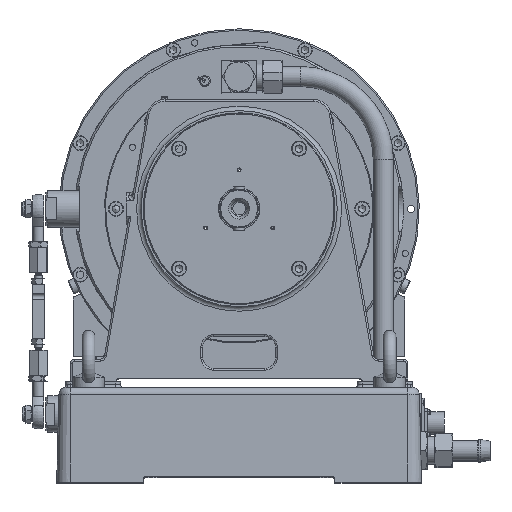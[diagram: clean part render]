
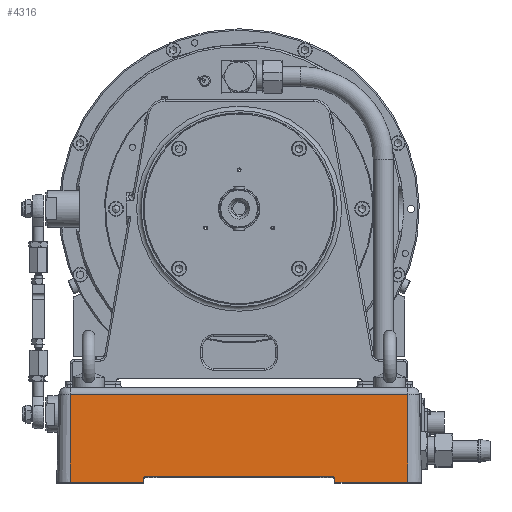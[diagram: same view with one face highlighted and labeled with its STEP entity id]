
A CAD part, top view. The second image highlights one B-rep face of the part: STEP entity #4316.
In plain terms, the highlighted planar face has unit normal (0, 0.026, 1).
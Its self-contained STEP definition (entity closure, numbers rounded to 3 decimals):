
#4316 = ADVANCED_FACE ( 'NONE', ( #25315 ), #77390, .T. ) ;
#13891 = CARTESIAN_POINT ( 'NONE',  ( 185., -300., 255. ) ) ;
#13894 = DIRECTION ( 'NONE',  ( 1., 0., 0. ) ) ;
#13896 = CARTESIAN_POINT ( 'NONE',  ( 185., -203.791, 252.481 ) ) ;
#13898 = DIRECTION ( 'NONE',  ( -1., 0., 0. ) ) ;
#13900 = CARTESIAN_POINT ( 'NONE',  ( 185., -300., 255. ) ) ;
#13903 = DIRECTION ( 'NONE',  ( 1., 0., 0. ) ) ;
#14690 = ORIENTED_EDGE ( 'NONE', *, *, #31272, .T. ) ;
#14693 = ORIENTED_EDGE ( 'NONE', *, *, #29256, .F. ) ;
#14746 = ORIENTED_EDGE ( 'NONE', *, *, #31530, .T. ) ;
#14747 = ORIENTED_EDGE ( 'NONE', *, *, #31528, .T. ) ;
#14748 = ORIENTED_EDGE ( 'NONE', *, *, #31069, .T. ) ;
#14998 = ORIENTED_EDGE ( 'NONE', *, *, #37674, .T. ) ;
#15353 = ORIENTED_EDGE ( 'NONE', *, *, #31527, .T. ) ;
#15382 = ORIENTED_EDGE ( 'NONE', *, *, #31107, .T. ) ;
#19122 = EDGE_LOOP ( 'NONE', ( #15353, #72404, #15382, #14998, #73402, #14748, #14746, #14693, #14747, #14690 ) ) ;
#20604 = CARTESIAN_POINT ( 'NONE',  ( 185., -300., 255. ) ) ;
#20620 = DIRECTION ( 'NONE',  ( 0., -1., 0.026 ) ) ;
#25315 = FACE_OUTER_BOUND ( 'NONE', #19122, .T. ) ;
#26377 = LINE ( 'NONE', #20604, #26383 ) ;
#26383 = VECTOR ( 'NONE', #20620, 1000. ) ;
#29256 = EDGE_CURVE ( 'NONE', #34882, #34886, #26377, .T. ) ;
#31069 = EDGE_CURVE ( 'NONE', #34903, #34837, #101986, .T. ) ;
#31088 = EDGE_CURVE ( 'NONE', #34831, #34901, #101984, .T. ) ;
#31107 = EDGE_CURVE ( 'NONE', #34901, #34893, #44615, .T. ) ;
#31164 = EDGE_CURVE ( 'NONE', #34907, #34903, #44575, .T. ) ;
#31272 = EDGE_CURVE ( 'NONE', #34874, #34873, #102049, .T. ) ;
#31527 = EDGE_CURVE ( 'NONE', #34873, #34831, #102157, .T. ) ;
#31528 = EDGE_CURVE ( 'NONE', #34882, #34874, #102159, .T. ) ;
#31530 = EDGE_CURVE ( 'NONE', #34837, #34886, #102161, .T. ) ;
#34831 = VERTEX_POINT ( 'NONE', #81196 ) ;
#34837 = VERTEX_POINT ( 'NONE', #81200 ) ;
#34873 = VERTEX_POINT ( 'NONE', #81235 ) ;
#34874 = VERTEX_POINT ( 'NONE', #81237 ) ;
#34882 = VERTEX_POINT ( 'NONE', #81245 ) ;
#34886 = VERTEX_POINT ( 'NONE', #81248 ) ;
#34893 = VERTEX_POINT ( 'NONE', #81253 ) ;
#34901 = VERTEX_POINT ( 'NONE', #81261 ) ;
#34903 = VERTEX_POINT ( 'NONE', #81262 ) ;
#34907 = VERTEX_POINT ( 'NONE', #81267 ) ;
#37674 = EDGE_CURVE ( 'NONE', #34893, #34907, #45498, .T. ) ;
#37955 = AXIS2_PLACEMENT_3D ( 'NONE', #77394, #77388, #77387 ) ;
#44575 =( BOUNDED_CURVE ( )  B_SPLINE_CURVE ( 3, ( #97854, #97849, #97845, #97856 ),
 .UNSPECIFIED., .F., .F. ) 
 B_SPLINE_CURVE_WITH_KNOTS ( ( 4, 4 ),
 ( 3.142, 4.712 ),
 .UNSPECIFIED. ) 
 CURVE ( )  GEOMETRIC_REPRESENTATION_ITEM ( )  RATIONAL_B_SPLINE_CURVE ( ( 1., 0.805, 0.805, 1. ) ) 
 REPRESENTATION_ITEM ( '' )  );
#44615 =( BOUNDED_CURVE ( )  B_SPLINE_CURVE ( 3, ( #97614, #97610, #97612, #97618 ),
 .UNSPECIFIED., .F., .F. ) 
 B_SPLINE_CURVE_WITH_KNOTS ( ( 4, 4 ),
 ( 1.571, 3.142 ),
 .UNSPECIFIED. ) 
 CURVE ( )  GEOMETRIC_REPRESENTATION_ITEM ( )  RATIONAL_B_SPLINE_CURVE ( ( 1., 0.805, 0.805, 1. ) ) 
 REPRESENTATION_ITEM ( '' )  );
#45498 = LINE ( 'NONE', #53314, #45501 ) ;
#45501 = VECTOR ( 'NONE', #53317, 1000. ) ;
#53314 = CARTESIAN_POINT ( 'NONE',  ( 185., -294., 254.843 ) ) ;
#53317 = DIRECTION ( 'NONE',  ( 1., 0., 0. ) ) ;
#72404 = ORIENTED_EDGE ( 'NONE', *, *, #31088, .T. ) ;
#73402 = ORIENTED_EDGE ( 'NONE', *, *, #31164, .T. ) ;
#77387 = DIRECTION ( 'NONE',  ( 0., 1., -0.026 ) ) ;
#77388 = DIRECTION ( 'NONE',  ( 0., 0.026, 1. ) ) ;
#77390 = PLANE ( 'NONE',  #37955 ) ;
#77394 = CARTESIAN_POINT ( 'NONE',  ( 185., -300., 255. ) ) ;
#81196 = CARTESIAN_POINT ( 'NONE',  ( -105., -300., 255. ) ) ;
#81200 = CARTESIAN_POINT ( 'NONE',  ( 105., -300., 255. ) ) ;
#81235 = CARTESIAN_POINT ( 'NONE',  ( -185., -300., 255. ) ) ;
#81237 = CARTESIAN_POINT ( 'NONE',  ( -185., -203.791, 252.481 ) ) ;
#81245 = CARTESIAN_POINT ( 'NONE',  ( 185., -203.791, 252.481 ) ) ;
#81248 = CARTESIAN_POINT ( 'NONE',  ( 185., -300., 255. ) ) ;
#81253 = CARTESIAN_POINT ( 'NONE',  ( -102., -294., 254.843 ) ) ;
#81261 = CARTESIAN_POINT ( 'NONE',  ( -105., -297., 254.921 ) ) ;
#81262 = CARTESIAN_POINT ( 'NONE',  ( 105., -297., 254.921 ) ) ;
#81267 = CARTESIAN_POINT ( 'NONE',  ( 102., -294., 254.843 ) ) ;
#97478 = CARTESIAN_POINT ( 'NONE',  ( 105., -300., 255. ) ) ;
#97481 = DIRECTION ( 'NONE',  ( 0., -1., 0.026 ) ) ;
#97544 = CARTESIAN_POINT ( 'NONE',  ( -105., -300., 255. ) ) ;
#97557 = DIRECTION ( 'NONE',  ( 0., 1., -0.026 ) ) ;
#97610 = CARTESIAN_POINT ( 'NONE',  ( -105., -295.243, 254.875 ) ) ;
#97612 = CARTESIAN_POINT ( 'NONE',  ( -103.757, -294., 254.843 ) ) ;
#97614 = CARTESIAN_POINT ( 'NONE',  ( -105., -297., 254.921 ) ) ;
#97618 = CARTESIAN_POINT ( 'NONE',  ( -102., -294., 254.843 ) ) ;
#97845 = CARTESIAN_POINT ( 'NONE',  ( 105., -295.243, 254.875 ) ) ;
#97849 = CARTESIAN_POINT ( 'NONE',  ( 103.757, -294., 254.843 ) ) ;
#97854 = CARTESIAN_POINT ( 'NONE',  ( 102., -294., 254.843 ) ) ;
#97856 = CARTESIAN_POINT ( 'NONE',  ( 105., -297., 254.921 ) ) ;
#98144 = CARTESIAN_POINT ( 'NONE',  ( -185., -300., 255. ) ) ;
#98155 = DIRECTION ( 'NONE',  ( 0., -1., 0.026 ) ) ;
#101984 = LINE ( 'NONE', #97544, #101992 ) ;
#101986 = LINE ( 'NONE', #97478, #101987 ) ;
#101987 = VECTOR ( 'NONE', #97481, 1000. ) ;
#101992 = VECTOR ( 'NONE', #97557, 1000. ) ;
#102049 = LINE ( 'NONE', #98144, #102054 ) ;
#102054 = VECTOR ( 'NONE', #98155, 1000. ) ;
#102157 = LINE ( 'NONE', #13891, #102160 ) ;
#102159 = LINE ( 'NONE', #13896, #102162 ) ;
#102160 = VECTOR ( 'NONE', #13894, 1000. ) ;
#102161 = LINE ( 'NONE', #13900, #102164 ) ;
#102162 = VECTOR ( 'NONE', #13898, 1000. ) ;
#102164 = VECTOR ( 'NONE', #13903, 1000. ) ;
